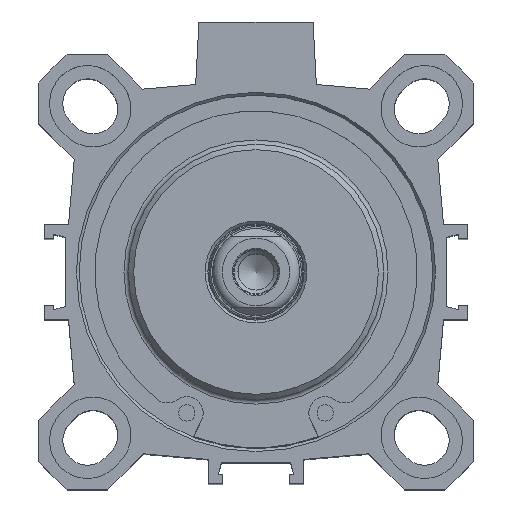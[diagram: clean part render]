
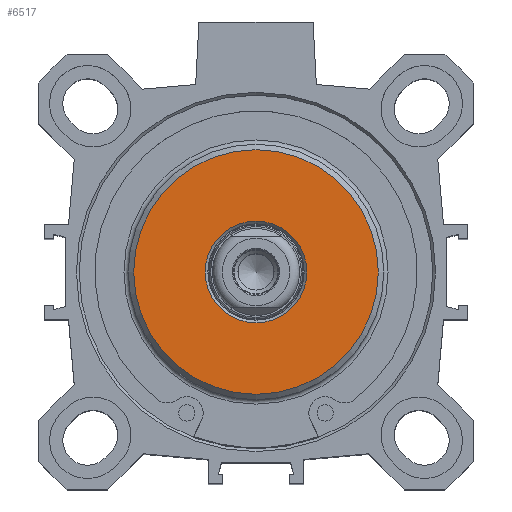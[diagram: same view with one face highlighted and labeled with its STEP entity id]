
A CAD part, top view. The second image highlights one B-rep face of the part: STEP entity #6517.
In plain terms, the highlighted planar face has unit normal (0, 0, 1).
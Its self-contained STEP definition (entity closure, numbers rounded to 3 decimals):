
#6483=CARTESIAN_POINT('',(0.,22.5,86.35));
#6484=VERTEX_POINT('',#6483);
#6485=CARTESIAN_POINT('',(0.,0.,86.35));
#6486=DIRECTION('',(0.0,0.0,1.0));
#6487=DIRECTION('',(0.0,1.0,0.0));
#6488=AXIS2_PLACEMENT_3D('',#6485,#6486,#6487);
#6489=CIRCLE('',#6488,22.5);
#6490=EDGE_CURVE('',#6484,#6484,#6489,.T.);
#6498=CARTESIAN_POINT('',(0.,15.925,86.35));
#6499=DIRECTION('',(0.0,0.0,1.0));
#6500=DIRECTION('',(1.0,0.0,0.0));
#6501=AXIS2_PLACEMENT_3D('',#6498,#6499,#6500);
#6502=PLANE('',#6501);
#6503=ORIENTED_EDGE('',*,*,#6490,.T.);
#6504=EDGE_LOOP('',(#6503));
#6505=FACE_OUTER_BOUND('',#6504,.T.);
#6506=CARTESIAN_POINT('',(0.,9.35,86.35));
#6507=VERTEX_POINT('',#6506);
#6508=CARTESIAN_POINT('',(0.,0.,86.35));
#6509=DIRECTION('',(0.0,0.0,1.0));
#6510=DIRECTION('',(0.0,1.0,0.0));
#6511=AXIS2_PLACEMENT_3D('',#6508,#6509,#6510);
#6512=CIRCLE('',#6511,9.35);
#6513=EDGE_CURVE('',#6507,#6507,#6512,.T.);
#6514=ORIENTED_EDGE('',*,*,#6513,.F.);
#6515=EDGE_LOOP('',(#6514));
#6516=FACE_BOUND('',#6515,.T.);
#6517=ADVANCED_FACE('',(#6505,#6516),#6502,.T.);
